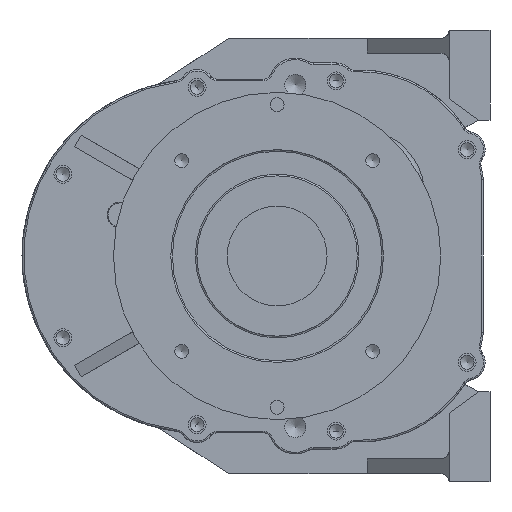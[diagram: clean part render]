
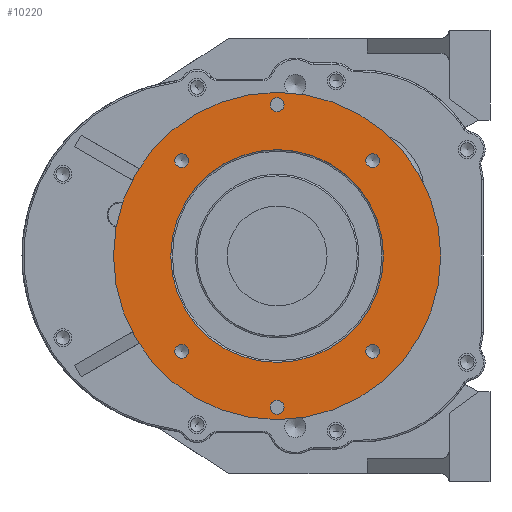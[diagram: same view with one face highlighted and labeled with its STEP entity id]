
A CAD part, left-side view. The second image highlights one B-rep face of the part: STEP entity #10220.
In plain terms, the highlighted planar face has unit normal (-1, 0, 0).
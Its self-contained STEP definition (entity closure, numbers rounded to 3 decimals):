
#61 = FACE_BOUND ( 'NONE', #19904, .T. ) ;
#351 = EDGE_LOOP ( 'NONE', ( #11876 ) ) ;
#702 = CIRCLE ( 'NONE', #12506, 65. ) ;
#1427 = FACE_BOUND ( 'NONE', #19140, .T. ) ;
#1713 = ORIENTED_EDGE ( 'NONE', *, *, #20666, .T. ) ;
#1766 = DIRECTION ( 'NONE',  ( -1., 0., 0. ) ) ;
#1843 = FACE_BOUND ( 'NONE', #2485, .T. ) ;
#1988 = ORIENTED_EDGE ( 'NONE', *, *, #7518, .T. ) ;
#2200 = DIRECTION ( 'NONE',  ( 0., 0., -1. ) ) ;
#2485 = EDGE_LOOP ( 'NONE', ( #1713 ) ) ;
#2580 = AXIS2_PLACEMENT_3D ( 'NONE', #10789, #20763, #18961 ) ;
#2617 = CIRCLE ( 'NONE', #6340, 4.25 ) ;
#2618 = DIRECTION ( 'NONE',  ( 0., 0., 1. ) ) ;
#2917 = CIRCLE ( 'NONE', #14721, 4.25 ) ;
#3118 = PLANE ( 'NONE',  #16406 ) ;
#3277 = ORIENTED_EDGE ( 'NONE', *, *, #11853, .F. ) ;
#3331 = AXIS2_PLACEMENT_3D ( 'NONE', #8808, #3648, #8501 ) ;
#3648 = DIRECTION ( 'NONE',  ( -1., 0., 0. ) ) ;
#3652 = DIRECTION ( 'NONE',  ( -1., 0., 0. ) ) ;
#3663 = VERTEX_POINT ( 'NONE', #9871 ) ;
#4277 = CARTESIAN_POINT ( 'NONE',  ( -12., 0., 88.25 ) ) ;
#5028 = DIRECTION ( 'NONE',  ( 0., 0., 1. ) ) ;
#5049 = DIRECTION ( 'NONE',  ( 0., 0., 1. ) ) ;
#5451 = DIRECTION ( 'NONE',  ( 0., 0., 1. ) ) ;
#5571 = EDGE_LOOP ( 'NONE', ( #7246 ) ) ;
#5875 = CARTESIAN_POINT ( 'NONE',  ( -12., 0., -96.75 ) ) ;
#6340 = AXIS2_PLACEMENT_3D ( 'NONE', #17955, #11692, #2200 ) ;
#6508 = FACE_OUTER_BOUND ( 'NONE', #8919, .T. ) ;
#6642 = DIRECTION ( 'NONE',  ( 0., 0., 1. ) ) ;
#6705 = CIRCLE ( 'NONE', #3331, 4.25 ) ;
#7246 = ORIENTED_EDGE ( 'NONE', *, *, #19762, .F. ) ;
#7458 = CARTESIAN_POINT ( 'NONE',  ( -12., -58.336, -54.086 ) ) ;
#7518 = EDGE_CURVE ( 'NONE', #18998, #18998, #7915, .T. ) ;
#7559 = VERTEX_POINT ( 'NONE', #7458 ) ;
#7897 = DIRECTION ( 'NONE',  ( 1., 0., 0. ) ) ;
#7915 = CIRCLE ( 'NONE', #9229, 100. ) ;
#7987 = FACE_BOUND ( 'NONE', #5571, .T. ) ;
#8241 = ORIENTED_EDGE ( 'NONE', *, *, #14982, .F. ) ;
#8501 = DIRECTION ( 'NONE',  ( 0., 0., 1. ) ) ;
#8808 = CARTESIAN_POINT ( 'NONE',  ( -12., 58.336, -58.336 ) ) ;
#8919 = EDGE_LOOP ( 'NONE', ( #1988 ) ) ;
#9229 = AXIS2_PLACEMENT_3D ( 'NONE', #16553, #18140, #5049 ) ;
#9543 = CARTESIAN_POINT ( 'NONE',  ( -12., -100., 0. ) ) ;
#9741 = DIRECTION ( 'NONE',  ( -1., 0., 0. ) ) ;
#9861 = CARTESIAN_POINT ( 'NONE',  ( -12., -58.336, 58.336 ) ) ;
#9871 = CARTESIAN_POINT ( 'NONE',  ( -12., 58.336, -54.086 ) ) ;
#10220 = ADVANCED_FACE ( 'NONE', ( #1427, #1843, #7987, #61, #14631, #16317, #16217, #6508 ), #3118, .T. ) ;
#10765 = CIRCLE ( 'NONE', #16536, 4.25 ) ;
#10789 = CARTESIAN_POINT ( 'NONE',  ( -12., -58.336, -58.336 ) ) ;
#10932 = CARTESIAN_POINT ( 'NONE',  ( -12., 0., 100. ) ) ;
#11219 = CARTESIAN_POINT ( 'NONE',  ( -12., 58.336, 58.336 ) ) ;
#11362 = EDGE_CURVE ( 'NONE', #3663, #3663, #6705, .T. ) ;
#11468 = VERTEX_POINT ( 'NONE', #11872 ) ;
#11673 = CIRCLE ( 'NONE', #2580, 4.25 ) ;
#11692 = DIRECTION ( 'NONE',  ( 1., 0., 0. ) ) ;
#11853 = EDGE_CURVE ( 'NONE', #11468, #11468, #17524, .T. ) ;
#11872 = CARTESIAN_POINT ( 'NONE',  ( -12., -58.336, 62.586 ) ) ;
#11876 = ORIENTED_EDGE ( 'NONE', *, *, #11362, .F. ) ;
#12506 = AXIS2_PLACEMENT_3D ( 'NONE', #16244, #1766, #6642 ) ;
#12592 = EDGE_LOOP ( 'NONE', ( #17680 ) ) ;
#12635 = DIRECTION ( 'NONE',  ( 0., 0., -1. ) ) ;
#12926 = DIRECTION ( 'NONE',  ( -1., 0., 0. ) ) ;
#13296 = EDGE_CURVE ( 'NONE', #14648, #14648, #10765, .T. ) ;
#13888 = VERTEX_POINT ( 'NONE', #5875 ) ;
#14631 = FACE_BOUND ( 'NONE', #12592, .T. ) ;
#14648 = VERTEX_POINT ( 'NONE', #19717 ) ;
#14721 = AXIS2_PLACEMENT_3D ( 'NONE', #16121, #7897, #12635 ) ;
#14810 = AXIS2_PLACEMENT_3D ( 'NONE', #9861, #3652, #5451 ) ;
#14982 = EDGE_CURVE ( 'NONE', #18237, #18237, #702, .T. ) ;
#16121 = CARTESIAN_POINT ( 'NONE',  ( -12., 0., -92.5 ) ) ;
#16217 = FACE_BOUND ( 'NONE', #17255, .T. ) ;
#16244 = CARTESIAN_POINT ( 'NONE',  ( -12., 0., 0. ) ) ;
#16254 = ORIENTED_EDGE ( 'NONE', *, *, #20013, .T. ) ;
#16317 = FACE_BOUND ( 'NONE', #351, .T. ) ;
#16406 = AXIS2_PLACEMENT_3D ( 'NONE', #9543, #12926, #5028 ) ;
#16536 = AXIS2_PLACEMENT_3D ( 'NONE', #11219, #9741, #2618 ) ;
#16553 = CARTESIAN_POINT ( 'NONE',  ( -12., 0., 0. ) ) ;
#17255 = EDGE_LOOP ( 'NONE', ( #8241 ) ) ;
#17524 = CIRCLE ( 'NONE', #14810, 4.25 ) ;
#17680 = ORIENTED_EDGE ( 'NONE', *, *, #13296, .F. ) ;
#17955 = CARTESIAN_POINT ( 'NONE',  ( -12., 0., 92.5 ) ) ;
#18140 = DIRECTION ( 'NONE',  ( -1., 0., 0. ) ) ;
#18237 = VERTEX_POINT ( 'NONE', #18341 ) ;
#18341 = CARTESIAN_POINT ( 'NONE',  ( -12., 0., 65. ) ) ;
#18761 = VERTEX_POINT ( 'NONE', #4277 ) ;
#18961 = DIRECTION ( 'NONE',  ( 0., 0., 1. ) ) ;
#18998 = VERTEX_POINT ( 'NONE', #10932 ) ;
#19140 = EDGE_LOOP ( 'NONE', ( #16254 ) ) ;
#19717 = CARTESIAN_POINT ( 'NONE',  ( -12., 58.336, 62.586 ) ) ;
#19762 = EDGE_CURVE ( 'NONE', #7559, #7559, #11673, .T. ) ;
#19904 = EDGE_LOOP ( 'NONE', ( #3277 ) ) ;
#20013 = EDGE_CURVE ( 'NONE', #13888, #13888, #2917, .T. ) ;
#20666 = EDGE_CURVE ( 'NONE', #18761, #18761, #2617, .T. ) ;
#20763 = DIRECTION ( 'NONE',  ( -1., 0., 0. ) ) ;
